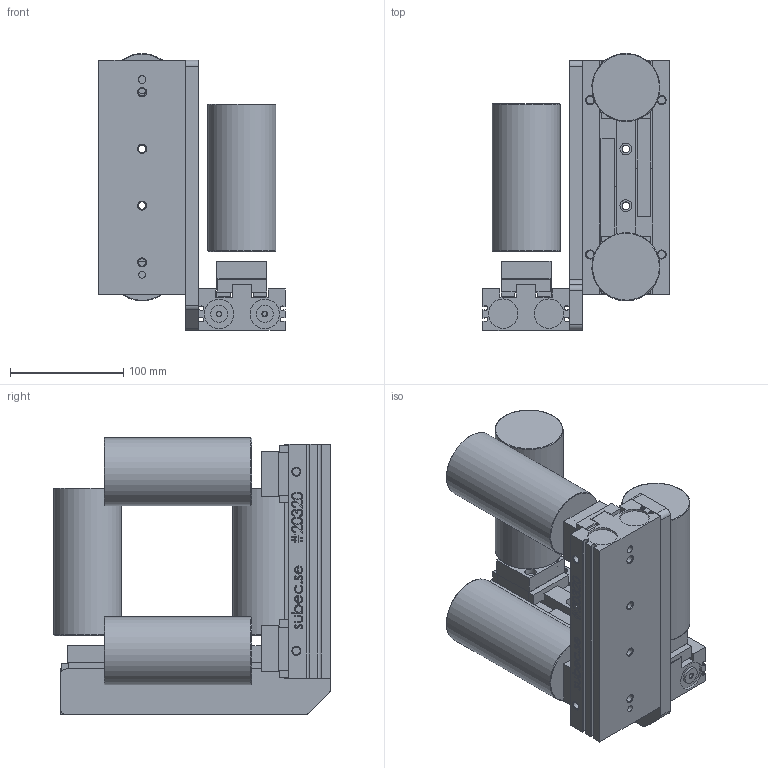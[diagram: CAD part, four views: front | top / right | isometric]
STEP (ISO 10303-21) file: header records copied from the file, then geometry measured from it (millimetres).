
FILE_DESCRIPTION (( 'STEP AP203' ), '1' );
FILE_NAME ('250523 STEP 3-401144-00_20320.STEP', '2025-05-23T03:14:58', ( '' ), ( '' ), 'SwSTEP 2.0', 'SolidWorks 2024', '' );
FILE_SCHEMA (( 'CONFIG_CONTROL_DESIGN' ));
Length unit declared in the file: millimetre
Products named in the file (1): 250523 STEP 3-401144-00_20320
Bounding box: 164 x 243.92 x 243.92 mm (x, y, z)
Volume: 2890676.6 mm3; surface area: 385780.4 mm2
Topology: 19 solids, 19 shells, 1458 faces, 3668 edges, 2428 vertices
Faces by surface type: plane 741, bspline 496, cylinder 157, cone 64
Full cylindrical faces by diameter (mm): 3 x4, 4.134 x24, 5 x4, 5.5 x16, 6 x2, 6.647 x24, 6.8 x8, 10 x16, 10.2 x4, 10.5 x12, 15 x4, 26 x8, 60 x4
Entity records: 67153 total; most frequent: CARTESIAN_POINT 35913, ORIENTED_EDGE 6908, DIRECTION 4766, EDGE_CURVE 3454, VERTEX_POINT 2408, VECTOR 2084, LINE 2084, EDGE_LOOP 1896
